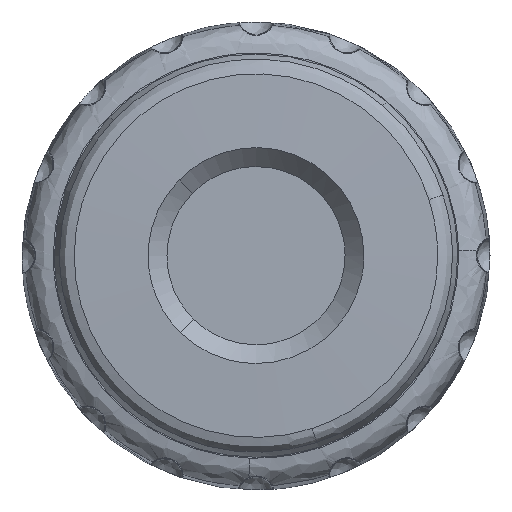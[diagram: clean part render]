
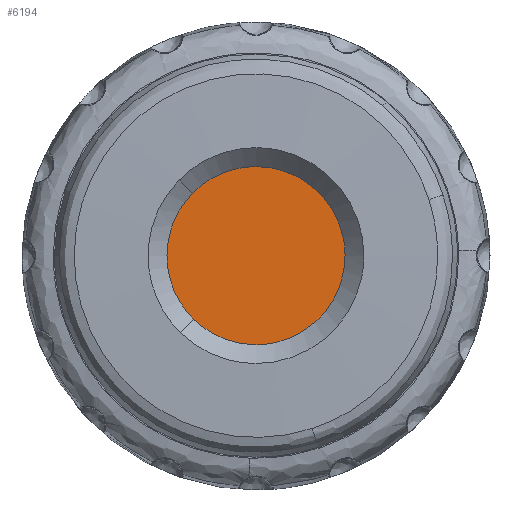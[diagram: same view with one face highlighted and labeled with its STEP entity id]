
A CAD part, top view. The second image highlights one B-rep face of the part: STEP entity #6194.
In plain terms, the highlighted free-form (B-spline) face has degree [1, 1] with [2, 2] control points.
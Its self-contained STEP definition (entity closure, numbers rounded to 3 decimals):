
#1016=CARTESIAN_POINT('',(0.,-3.8,13.144));
#1017=VERTEX_POINT('',#1016);
#1018=CARTESIAN_POINT('',(-2.663,-2.71,13.144));
#1019=VERTEX_POINT('',#1018);
#1020=CARTESIAN_POINT('',(0.,-3.8,13.144));
#1021=CARTESIAN_POINT('',(-0.161,-3.8,13.144));
#1022=CARTESIAN_POINT('',(-0.507,-3.778,13.144));
#1023=CARTESIAN_POINT('',(-1.059,-3.666,13.144));
#1024=CARTESIAN_POINT('',(-1.637,-3.45,13.144));
#1025=CARTESIAN_POINT('',(-2.19,-3.127,13.144));
#1026=CARTESIAN_POINT('',(-2.515,-2.856,13.144));
#1027=CARTESIAN_POINT('',(-2.663,-2.71,13.144));
#1028=B_SPLINE_CURVE_WITH_KNOTS('',3,(#1020,#1021,#1022,#1023,#1024,#1025,#1026,#1027),.UNSPECIFIED.,.F.,.U.,(4,1,1,1,1,4),(0.,0.484,1.038,1.683,2.329,2.951),.UNSPECIFIED.);
#1029=EDGE_CURVE('',#1017,#1019,#1028,.T.);
#1101=CARTESIAN_POINT('',(-2.71,2.663,13.144));
#1102=VERTEX_POINT('',#1101);
#1108=CARTESIAN_POINT('',(0.,3.8,13.144));
#1109=VERTEX_POINT('',#1108);
#1110=CARTESIAN_POINT('',(-2.71,2.663,13.144));
#1111=CARTESIAN_POINT('',(-2.556,2.82,13.144));
#1112=CARTESIAN_POINT('',(-2.202,3.123,13.144));
#1113=CARTESIAN_POINT('',(-1.642,3.447,13.144));
#1114=CARTESIAN_POINT('',(-1.133,3.637,13.144));
#1115=CARTESIAN_POINT('',(-0.605,3.765,13.144));
#1116=CARTESIAN_POINT('',(-0.244,3.8,13.144));
#1117=CARTESIAN_POINT('',(0.,3.8,13.144));
#1118=B_SPLINE_CURVE_WITH_KNOTS('',3,(#1110,#1111,#1112,#1113,#1114,#1115,#1116,#1117),.UNSPECIFIED.,.F.,.U.,(4,1,1,1,1,4),(0.,0.66,1.391,1.933,2.287,3.018),.UNSPECIFIED.);
#1119=EDGE_CURVE('',#1102,#1109,#1118,.T.);
#1121=CARTESIAN_POINT('',(3.8,0.0,13.144));
#1122=VERTEX_POINT('',#1121);
#1123=CARTESIAN_POINT('',(0.,3.8,13.144));
#1124=CARTESIAN_POINT('',(0.303,3.8,13.144));
#1125=CARTESIAN_POINT('',(0.832,3.736,13.144));
#1126=CARTESIAN_POINT('',(1.482,3.515,13.144));
#1127=CARTESIAN_POINT('',(1.959,3.268,13.144));
#1128=CARTESIAN_POINT('',(2.331,3.012,13.144));
#1129=CARTESIAN_POINT('',(2.694,2.695,13.144));
#1130=CARTESIAN_POINT('',(3.02,2.327,13.144));
#1131=CARTESIAN_POINT('',(3.278,1.937,13.144));
#1132=CARTESIAN_POINT('',(3.485,1.536,13.144));
#1133=CARTESIAN_POINT('',(3.631,1.15,13.144));
#1134=CARTESIAN_POINT('',(3.763,0.622,13.144));
#1135=CARTESIAN_POINT('',(3.8,0.249,13.144));
#1136=CARTESIAN_POINT('',(3.8,0.0,13.144));
#1137=B_SPLINE_CURVE_WITH_KNOTS('',3,(#1123,#1124,#1125,#1126,#1127,#1128,#1129,#1130,#1131,#1132,#1133,#1134,#1135,#1136),.UNSPECIFIED.,.F.,.U.,(4,1,1,1,1,1,1,1,1,1,1,4),(0.,0.909,1.586,2.052,2.518,2.938,3.497,3.987,4.337,4.85,5.223,5.969),.UNSPECIFIED.);
#1138=EDGE_CURVE('',#1109,#1122,#1137,.T.);
#1140=CARTESIAN_POINT('',(3.8,0.0,13.144));
#1141=CARTESIAN_POINT('',(3.8,-0.148,13.144));
#1142=CARTESIAN_POINT('',(3.78,-0.49,13.144));
#1143=CARTESIAN_POINT('',(3.665,-1.079,13.144));
#1144=CARTESIAN_POINT('',(3.407,-1.741,13.144));
#1145=CARTESIAN_POINT('',(3.034,-2.319,13.144));
#1146=CARTESIAN_POINT('',(2.67,-2.715,13.144));
#1147=CARTESIAN_POINT('',(2.313,-3.027,13.144));
#1148=CARTESIAN_POINT('',(1.933,-3.286,13.144));
#1149=CARTESIAN_POINT('',(1.5,-3.5,13.144));
#1150=CARTESIAN_POINT('',(1.047,-3.664,13.144));
#1151=CARTESIAN_POINT('',(0.552,-3.774,13.144));
#1152=CARTESIAN_POINT('',(0.179,-3.8,13.144));
#1153=CARTESIAN_POINT('',(0.,-3.8,13.144));
#1154=B_SPLINE_CURVE_WITH_KNOTS('',3,(#1140,#1141,#1142,#1143,#1144,#1145,#1146,#1147,#1148,#1149,#1150,#1151,#1152,#1153),.UNSPECIFIED.,.F.,.U.,(4,1,1,1,1,1,1,1,1,1,1,4),(0.,0.443,1.026,1.795,2.565,3.078,3.404,3.987,4.453,4.85,5.433,5.969),.UNSPECIFIED.);
#1155=EDGE_CURVE('',#1122,#1017,#1154,.T.);
#1174=CARTESIAN_POINT('',(-3.8,0.0,13.144));
#1175=VERTEX_POINT('',#1174);
#1176=CARTESIAN_POINT('',(-2.663,-2.71,13.144));
#1177=CARTESIAN_POINT('',(-2.871,-2.507,13.144));
#1178=CARTESIAN_POINT('',(-3.139,-2.174,13.144));
#1179=CARTESIAN_POINT('',(-3.455,-1.612,13.144));
#1180=CARTESIAN_POINT('',(-3.653,-1.105,13.144));
#1181=CARTESIAN_POINT('',(-3.775,-0.534,13.144));
#1182=CARTESIAN_POINT('',(-3.8,-0.173,13.144));
#1183=CARTESIAN_POINT('',(-3.8,0.0,13.144));
#1184=B_SPLINE_CURVE_WITH_KNOTS('',3,(#1176,#1177,#1178,#1179,#1180,#1181,#1182,#1183),.UNSPECIFIED.,.F.,.U.,(4,1,1,1,1,4),(0.,0.872,1.273,1.933,2.499,3.018),.UNSPECIFIED.);
#1185=EDGE_CURVE('',#1019,#1175,#1184,.T.);
#1187=CARTESIAN_POINT('',(-3.8,0.0,13.144));
#1188=CARTESIAN_POINT('',(-3.8,0.161,13.144));
#1189=CARTESIAN_POINT('',(-3.779,0.492,13.144));
#1190=CARTESIAN_POINT('',(-3.676,1.013,13.144));
#1191=CARTESIAN_POINT('',(-3.491,1.537,13.144));
#1192=CARTESIAN_POINT('',(-3.182,2.114,13.144));
#1193=CARTESIAN_POINT('',(-2.899,2.472,13.144));
#1194=CARTESIAN_POINT('',(-2.71,2.663,13.144));
#1195=B_SPLINE_CURVE_WITH_KNOTS('',3,(#1187,#1188,#1189,#1190,#1191,#1192,#1193,#1194),.UNSPECIFIED.,.F.,.U.,(4,1,1,1,1,4),(0.,0.484,0.991,1.591,2.144,2.951),.UNSPECIFIED.);
#1196=EDGE_CURVE('',#1175,#1102,#1195,.T.);
#6181=CARTESIAN_POINT('',(-4.18,-4.18,13.144));
#6182=CARTESIAN_POINT('',(4.18,-4.18,13.144));
#6183=CARTESIAN_POINT('',(-4.18,4.18,13.144));
#6184=CARTESIAN_POINT('',(4.18,4.18,13.144));
#6185=B_SPLINE_SURFACE_WITH_KNOTS('',1,1,((#6181,#6183),(#6182,#6184)),.UNSPECIFIED.,.F.,.F.,.U.,(2,2),(2,2),(0.0,8.359),(0.0,8.359),.UNSPECIFIED.);
#6186=ORIENTED_EDGE('',*,*,#1185,.F.);
#6187=ORIENTED_EDGE('',*,*,#1029,.F.);
#6188=ORIENTED_EDGE('',*,*,#1155,.F.);
#6189=ORIENTED_EDGE('',*,*,#1138,.F.);
#6190=ORIENTED_EDGE('',*,*,#1119,.F.);
#6191=ORIENTED_EDGE('',*,*,#1196,.F.);
#6192=EDGE_LOOP('',(#6186,#6187,#6188,#6189,#6190,#6191));
#6193=FACE_OUTER_BOUND('',#6192,.T.);
#6194=ADVANCED_FACE('',(#6193),#6185,.T.);
